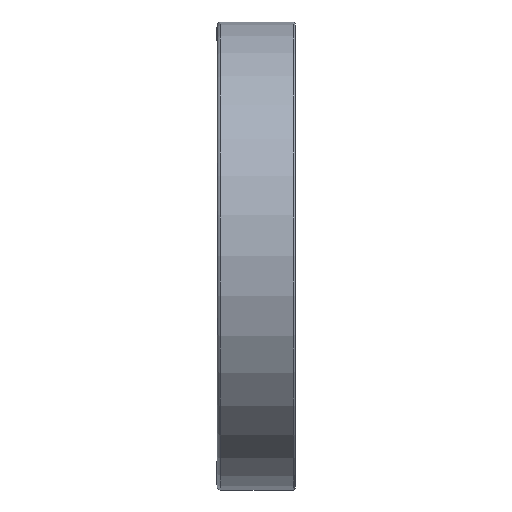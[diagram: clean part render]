
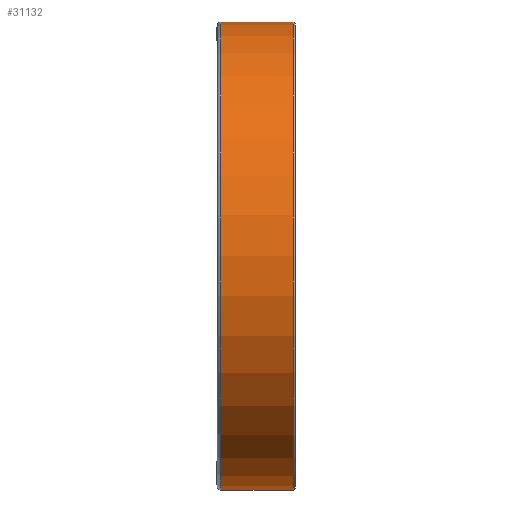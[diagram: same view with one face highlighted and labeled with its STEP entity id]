
A CAD part, top view. The second image highlights one B-rep face of the part: STEP entity #31132.
In plain terms, the highlighted cylindrical face has radius 36 mm (diameter 72 mm), a partial arc.
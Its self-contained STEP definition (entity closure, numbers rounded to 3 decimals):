
#20575=DIRECTION('',(-1.,0.,0.));
#20576=VECTOR('',#20575,11.1);
#20577=CARTESIAN_POINT('',(5.7,36.,0.));
#20578=LINE('',#20577,#20576);
#20582=DIRECTION('',(-1.,0.,0.));
#20583=VECTOR('',#20582,11.1);
#20584=CARTESIAN_POINT('',(5.7,-36.,0.));
#20585=LINE('',#20584,#20583);
#20597=CARTESIAN_POINT('',(5.7,0.,0.));
#20598=DIRECTION('',(1.,0.,0.));
#20599=DIRECTION('',(0.,1.,0.));
#20600=AXIS2_PLACEMENT_3D('',#20597,#20598,#20599);
#20605=CARTESIAN_POINT('',(-5.4,0.,0.));
#20606=DIRECTION('',(1.,0.,0.));
#20607=DIRECTION('',(0.,1.,0.));
#20608=AXIS2_PLACEMENT_3D('',#20605,#20606,#20607);
#27856=CARTESIAN_POINT('',(5.7,36.,0.));
#27857=CARTESIAN_POINT('',(-5.4,36.,0.));
#27858=VERTEX_POINT('',#27856);
#27859=VERTEX_POINT('',#27857);
#27868=CARTESIAN_POINT('',(5.7,-36.,0.));
#27869=CARTESIAN_POINT('',(-5.4,-36.,0.));
#27870=VERTEX_POINT('',#27868);
#27871=VERTEX_POINT('',#27869);
#31120=CARTESIAN_POINT('',(-6.6,0.,0.));
#31121=DIRECTION('',(1.,0.,0.));
#31122=DIRECTION('',(0.,-1.,0.));
#31123=AXIS2_PLACEMENT_3D('',#31120,#31121,#31122);
#31124=CYLINDRICAL_SURFACE('',#31123,36.);
#31125=ORIENTED_EDGE('',*,*,#31110,.F.);
#31126=ORIENTED_EDGE('',*,*,#31087,.T.);
#31127=ORIENTED_EDGE('',*,*,#31114,.T.);
#31129=ORIENTED_EDGE('',*,*,#31128,.F.);
#31130=EDGE_LOOP('',(#31125,#31126,#31127,#31129));
#31131=FACE_OUTER_BOUND('',#31130,.F.);
#20601=CIRCLE('',#20600,36.);
#20609=CIRCLE('',#20608,36.);
#31087=EDGE_CURVE('',#27858,#27870,#20601,.T.);
#31110=EDGE_CURVE('',#27858,#27859,#20578,.T.);
#31114=EDGE_CURVE('',#27870,#27871,#20585,.T.);
#31128=EDGE_CURVE('',#27859,#27871,#20609,.T.);
#31132=ADVANCED_FACE('',(#31131),#31124,.T.);
